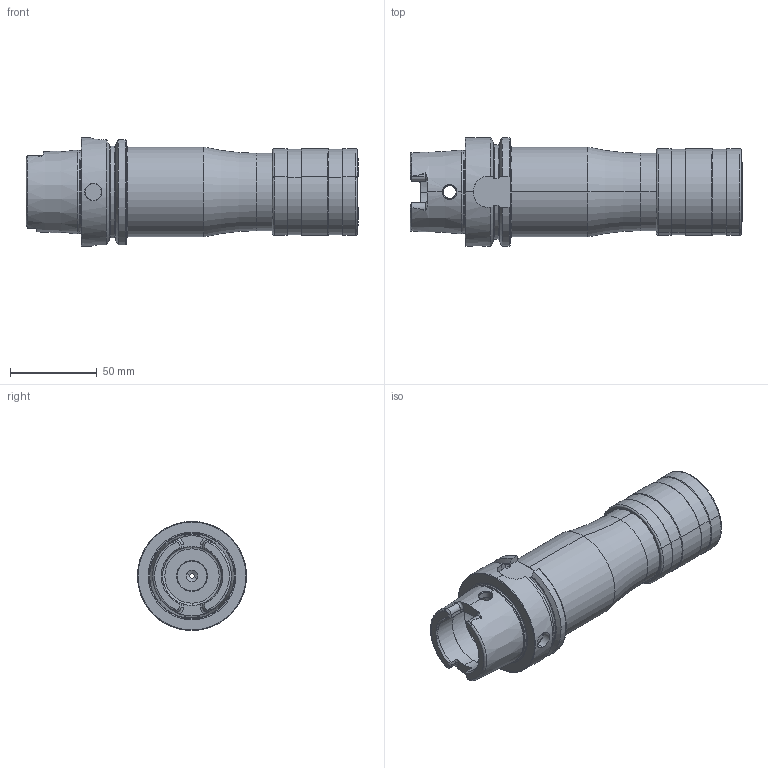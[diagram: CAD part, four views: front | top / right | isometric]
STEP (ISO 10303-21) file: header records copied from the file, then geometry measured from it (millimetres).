
FILE_DESCRIPTION (( 'STEP AP214' ), '1' );
FILE_NAME ('HA6.Go2.K01.160.STEP', '2011-10-06T08:50:22', ( 'SwiAdmin' ), ( '' ), 'SwSTEP 2.0', 'SolidWorks 2011', '' );
FILE_SCHEMA (( 'AUTOMOTIVE_DESIGN' ));
Length unit declared in the file: millimetre
Products named in the file (10): Einbausatz Go2_gespannt; Kugel Go2; Hülse Go2; Federring innen Go2_gespannt; Federring aussen Go2_gespannt; Feder klein Go2_gespannt; Feder gross Go2_vorgespannt; Boden Go2; HA6-Go2.K01.160_C_Fertigbearbeitung; HA6.Go2.K01.160
Assembly tree (11 placements, depth 3):
  HA6.Go2.K01.160
    HA6-Go2.K01.160_C_Fertigbearbeitung
    Einbausatz Go2_gespannt
      Hülse Go2
      Feder gross Go2_vorgespannt
      Boden Go2
      Feder klein Go2_gespannt
      Kugel Go2  x3
      Federring aussen Go2_gespannt
      Federring innen Go2_gespannt
Bounding box: 191.9 x 63 x 63 mm (x, y, z)
Volume: 298368.2 mm3; surface area: 71386.2 mm2
Topology: 10 solids, 10 shells, 391 faces, 969 edges, 591 vertices
Faces by surface type: cylinder 121, plane 90, torus 85, cone 68, bspline 21, sphere 6
Entity records: 19466 total; most frequent: CARTESIAN_POINT 8931, ORIENTED_EDGE 1884, DIRECTION 1858, EDGE_CURVE 942, AXIS2_PLACEMENT_3D 789, VERTEX_POINT 574, EDGE_LOOP 412, CIRCLE 408
